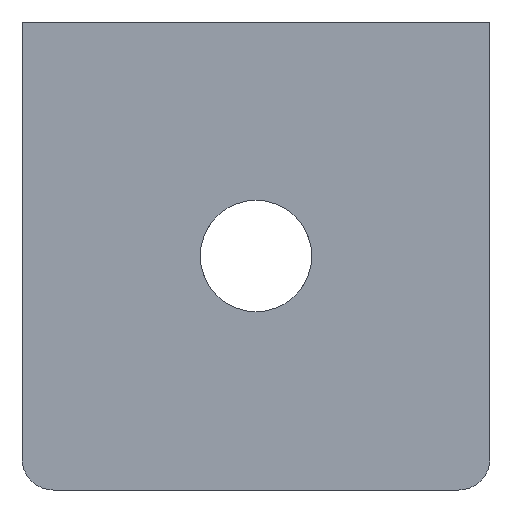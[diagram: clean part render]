
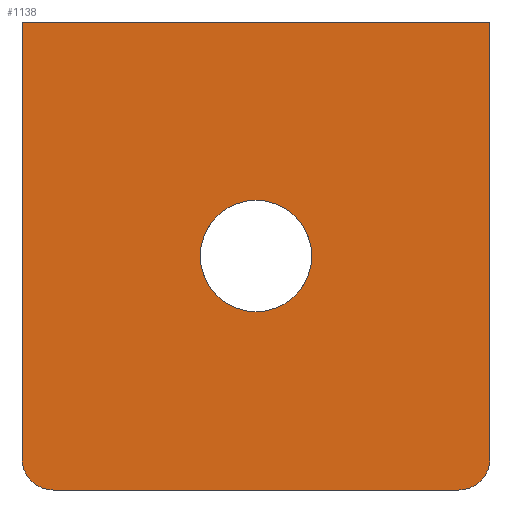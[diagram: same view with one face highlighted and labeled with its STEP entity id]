
A CAD part, front view. The second image highlights one B-rep face of the part: STEP entity #1138.
In plain terms, the highlighted planar face has unit normal (0, -1, 0).
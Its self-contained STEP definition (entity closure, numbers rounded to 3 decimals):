
#50 = AXIS2_PLACEMENT_3D ( 'NONE', #444, #832, #723 ) ;
#63 = DIRECTION ( 'NONE',  ( 0., -1., 0. ) ) ;
#129 = VERTEX_POINT ( 'NONE', #204 ) ;
#158 = CARTESIAN_POINT ( 'NONE',  ( 15., 0., -30. ) ) ;
#188 = DIRECTION ( 'NONE',  ( -1., 0., 0. ) ) ;
#204 = CARTESIAN_POINT ( 'NONE',  ( 13., 0., -30. ) ) ;
#228 = AXIS2_PLACEMENT_3D ( 'NONE', #517, #1038, #1271 ) ;
#257 = VERTEX_POINT ( 'NONE', #1103 ) ;
#310 = EDGE_CURVE ( 'NONE', #1227, #696, #1330, .T. ) ;
#343 = CARTESIAN_POINT ( 'NONE',  ( 15., 0., 0. ) ) ;
#358 = DIRECTION ( 'NONE',  ( -1., 0., 0. ) ) ;
#409 = EDGE_CURVE ( 'NONE', #850, #856, #1397, .T. ) ;
#415 = LINE ( 'NONE', #1072, #1298 ) ;
#424 = AXIS2_PLACEMENT_3D ( 'NONE', #742, #1011, #766 ) ;
#437 = CARTESIAN_POINT ( 'NONE',  ( 0., 0., -11.425 ) ) ;
#444 = CARTESIAN_POINT ( 'NONE',  ( 15., 0., 0. ) ) ;
#446 = CARTESIAN_POINT ( 'NONE',  ( 15., 0., 0. ) ) ;
#452 = DIRECTION ( 'NONE',  ( 0., 0., 1. ) ) ;
#459 = EDGE_CURVE ( 'NONE', #621, #1227, #415, .T. ) ;
#474 = EDGE_LOOP ( 'NONE', ( #492, #733, #1490, #1350, #1297, #1501 ) ) ;
#492 = ORIENTED_EDGE ( 'NONE', *, *, #459, .T. ) ;
#513 = EDGE_CURVE ( 'NONE', #787, #621, #1121, .T. ) ;
#517 = CARTESIAN_POINT ( 'NONE',  ( 13., 0., -28. ) ) ;
#576 = FACE_BOUND ( 'NONE', #1565, .T. ) ;
#595 = AXIS2_PLACEMENT_3D ( 'NONE', #721, #63, #597 ) ;
#597 = DIRECTION ( 'NONE',  ( 0., 0., 1. ) ) ;
#621 = VERTEX_POINT ( 'NONE', #970 ) ;
#696 = VERTEX_POINT ( 'NONE', #1053 ) ;
#710 = FACE_OUTER_BOUND ( 'NONE', #474, .T. ) ;
#713 = CARTESIAN_POINT ( 'NONE',  ( 0., 0., -18.575 ) ) ;
#721 = CARTESIAN_POINT ( 'NONE',  ( -13., 0., -28. ) ) ;
#723 = DIRECTION ( 'NONE',  ( 0., 0., 1. ) ) ;
#725 = ORIENTED_EDGE ( 'NONE', *, *, #409, .T. ) ;
#733 = ORIENTED_EDGE ( 'NONE', *, *, #310, .T. ) ;
#742 = CARTESIAN_POINT ( 'NONE',  ( 0., 0., -15. ) ) ;
#766 = DIRECTION ( 'NONE',  ( 0., 0., 1. ) ) ;
#787 = VERTEX_POINT ( 'NONE', #446 ) ;
#829 = DIRECTION ( 'NONE',  ( 0., 1., 0. ) ) ;
#832 = DIRECTION ( 'NONE',  ( 0., 1., 0. ) ) ;
#850 = VERTEX_POINT ( 'NONE', #437 ) ;
#856 = VERTEX_POINT ( 'NONE', #713 ) ;
#897 = EDGE_CURVE ( 'NONE', #787, #257, #997, .T. ) ;
#912 = CIRCLE ( 'NONE', #228, 2. ) ;
#970 = CARTESIAN_POINT ( 'NONE',  ( -15., 0., 0. ) ) ;
#997 = LINE ( 'NONE', #343, #1686 ) ;
#1011 = DIRECTION ( 'NONE',  ( 0., 1., 0. ) ) ;
#1038 = DIRECTION ( 'NONE',  ( 0., -1., 0. ) ) ;
#1053 = CARTESIAN_POINT ( 'NONE',  ( -13., 0., -30. ) ) ;
#1072 = CARTESIAN_POINT ( 'NONE',  ( -15., 0., 0. ) ) ;
#1076 = PLANE ( 'NONE',  #50 ) ;
#1093 = EDGE_CURVE ( 'NONE', #129, #696, #1355, .T. ) ;
#1103 = CARTESIAN_POINT ( 'NONE',  ( 15., 0., -28. ) ) ;
#1121 = LINE ( 'NONE', #1651, #1127 ) ;
#1127 = VECTOR ( 'NONE', #358, 1000. ) ;
#1138 = ADVANCED_FACE ( 'NONE', ( #576, #710 ), #1076, .F. ) ;
#1176 = VECTOR ( 'NONE', #188, 1000. ) ;
#1227 = VERTEX_POINT ( 'NONE', #1617 ) ;
#1270 = DIRECTION ( 'NONE',  ( 0., 0., -1. ) ) ;
#1271 = DIRECTION ( 'NONE',  ( 0., 0., 1. ) ) ;
#1297 = ORIENTED_EDGE ( 'NONE', *, *, #897, .F. ) ;
#1298 = VECTOR ( 'NONE', #1589, 1000. ) ;
#1330 = CIRCLE ( 'NONE', #595, 2. ) ;
#1343 = CARTESIAN_POINT ( 'NONE',  ( 0., 0., -15. ) ) ;
#1350 = ORIENTED_EDGE ( 'NONE', *, *, #1575, .T. ) ;
#1355 = LINE ( 'NONE', #158, #1176 ) ;
#1397 = CIRCLE ( 'NONE', #1689, 3.575 ) ;
#1428 = CIRCLE ( 'NONE', #424, 3.575 ) ;
#1440 = ORIENTED_EDGE ( 'NONE', *, *, #1623, .T. ) ;
#1490 = ORIENTED_EDGE ( 'NONE', *, *, #1093, .F. ) ;
#1501 = ORIENTED_EDGE ( 'NONE', *, *, #513, .T. ) ;
#1565 = EDGE_LOOP ( 'NONE', ( #725, #1440 ) ) ;
#1575 = EDGE_CURVE ( 'NONE', #129, #257, #912, .T. ) ;
#1589 = DIRECTION ( 'NONE',  ( 0., 0., -1. ) ) ;
#1617 = CARTESIAN_POINT ( 'NONE',  ( -15., 0., -28. ) ) ;
#1623 = EDGE_CURVE ( 'NONE', #856, #850, #1428, .T. ) ;
#1651 = CARTESIAN_POINT ( 'NONE',  ( 15., 0., 0. ) ) ;
#1686 = VECTOR ( 'NONE', #1270, 1000. ) ;
#1689 = AXIS2_PLACEMENT_3D ( 'NONE', #1343, #829, #452 ) ;
